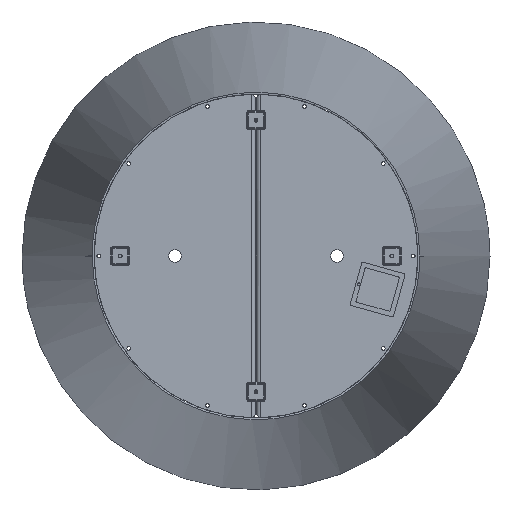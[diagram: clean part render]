
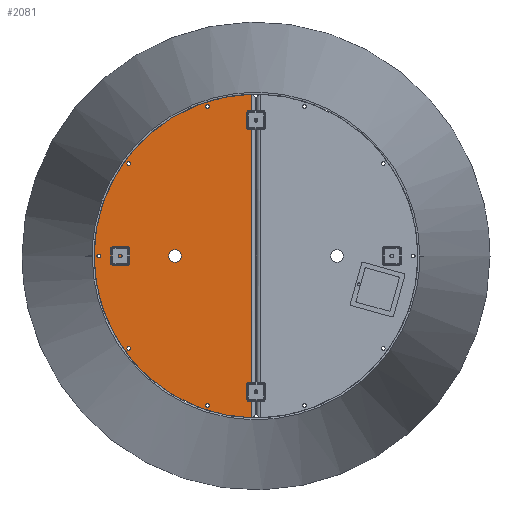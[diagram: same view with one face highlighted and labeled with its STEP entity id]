
A CAD part, front view. The second image highlights one B-rep face of the part: STEP entity #2081.
In plain terms, the highlighted planar face has unit normal (0, -1, 0).
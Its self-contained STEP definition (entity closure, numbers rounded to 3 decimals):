
#12 = EDGE_CURVE ( 'NONE', #5579, #68, #6004, .T. ) ;
#30 = DIRECTION ( 'NONE',  ( 0.951, 0., 0.309 ) ) ;
#68 = VERTEX_POINT ( 'NONE', #4901 ) ;
#90 = DIRECTION ( 'NONE',  ( 0., 1., 0. ) ) ;
#140 = ORIENTED_EDGE ( 'NONE', *, *, #2362, .T. ) ;
#146 = AXIS2_PLACEMENT_3D ( 'NONE', #2186, #375, #5965 ) ;
#159 = LINE ( 'NONE', #191, #5766 ) ;
#191 = CARTESIAN_POINT ( 'NONE',  ( -9., -4., -346. ) ) ;
#231 = CIRCLE ( 'NONE', #1700, 4. ) ;
#324 = EDGE_CURVE ( 'NONE', #2728, #581, #3623, .T. ) ;
#326 = AXIS2_PLACEMENT_3D ( 'NONE', #1629, #3508, #2466 ) ;
#330 = EDGE_CURVE ( 'NONE', #2446, #3487, #3439, .T. ) ;
#342 = ORIENTED_EDGE ( 'NONE', *, *, #3111, .T. ) ;
#366 = AXIS2_PLACEMENT_3D ( 'NONE', #5583, #3295, #4586 ) ;
#375 = DIRECTION ( 'NONE',  ( 0., 1., 0. ) ) ;
#381 = AXIS2_PLACEMENT_3D ( 'NONE', #3392, #2925, #2959 ) ;
#393 = PLANE ( 'NONE',  #1210 ) ;
#421 = FACE_BOUND ( 'NONE', #5762, .T. ) ;
#451 = FACE_BOUND ( 'NONE', #768, .T. ) ;
#453 = CIRCLE ( 'NONE', #3715, 4. ) ;
#509 = EDGE_CURVE ( 'NONE', #68, #5579, #4513, .T. ) ;
#533 = CARTESIAN_POINT ( 'NONE',  ( -275.83, -4., -197.496 ) ) ;
#581 = VERTEX_POINT ( 'NONE', #2796 ) ;
#600 = DIRECTION ( 'NONE',  ( 0.951, 0., 0.309 ) ) ;
#629 = VERTEX_POINT ( 'NONE', #1743 ) ;
#659 = DIRECTION ( 'NONE',  ( -0.951, 0., 0.309 ) ) ;
#692 = CARTESIAN_POINT ( 'NONE',  ( -103.83, -4., -319.555 ) ) ;
#736 = CARTESIAN_POINT ( 'NONE',  ( -271.83, -4., 193.496 ) ) ;
#755 = CARTESIAN_POINT ( 'NONE',  ( -9., -4., 345.883 ) ) ;
#768 = EDGE_LOOP ( 'NONE', ( #1487, #811 ) ) ;
#811 = ORIENTED_EDGE ( 'NONE', *, *, #3192, .T. ) ;
#908 = DIRECTION ( 'NONE',  ( 0., 0., 1. ) ) ;
#956 = CIRCLE ( 'NONE', #366, 4. ) ;
#1052 = DIRECTION ( 'NONE',  ( 0., 1., 0. ) ) ;
#1205 = CARTESIAN_POINT ( 'NONE',  ( -107.83, -4., -319.555 ) ) ;
#1210 = AXIS2_PLACEMENT_3D ( 'NONE', #2263, #3752, #908 ) ;
#1320 = CARTESIAN_POINT ( 'NONE',  ( -99.83, -4., 319.555 ) ) ;
#1390 = VERTEX_POINT ( 'NONE', #736 ) ;
#1487 = ORIENTED_EDGE ( 'NONE', *, *, #5769, .T. ) ;
#1524 = CIRCLE ( 'NONE', #146, 4. ) ;
#1629 = CARTESIAN_POINT ( 'NONE',  ( -271.83, -4., -197.496 ) ) ;
#1678 = EDGE_CURVE ( 'NONE', #629, #4811, #3780, .T. ) ;
#1681 = CARTESIAN_POINT ( 'NONE',  ( -336., -4., -4. ) ) ;
#1700 = AXIS2_PLACEMENT_3D ( 'NONE', #1962, #90, #4717 ) ;
#1718 = CARTESIAN_POINT ( 'NONE',  ( -173., -4., 0. ) ) ;
#1743 = CARTESIAN_POINT ( 'NONE',  ( -336., -4., 4. ) ) ;
#1801 = EDGE_LOOP ( 'NONE', ( #5151, #4295 ) ) ;
#1818 = CARTESIAN_POINT ( 'NONE',  ( -103.83, -4., -319.555 ) ) ;
#1839 = FACE_BOUND ( 'NONE', #5341, .T. ) ;
#1874 = FACE_BOUND ( 'NONE', #3267, .T. ) ;
#1962 = CARTESIAN_POINT ( 'NONE',  ( -271.83, -4., 197.496 ) ) ;
#2081 = ADVANCED_FACE ( 'NONE', ( #4643, #1874, #1839, #451, #2826, #421, #2325 ), #393, .F. ) ;
#2154 = DIRECTION ( 'NONE',  ( 0., 1., 0. ) ) ;
#2186 = CARTESIAN_POINT ( 'NONE',  ( -336., -4., 0. ) ) ;
#2192 = VERTEX_POINT ( 'NONE', #533 ) ;
#2263 = CARTESIAN_POINT ( 'NONE',  ( 0., -4., 0. ) ) ;
#2325 = FACE_OUTER_BOUND ( 'NONE', #3251, .T. ) ;
#2362 = EDGE_CURVE ( 'NONE', #581, #2728, #3980, .T. ) ;
#2395 = DIRECTION ( 'NONE',  ( 0., 1., 0. ) ) ;
#2415 = EDGE_CURVE ( 'NONE', #2446, #3487, #159, .T. ) ;
#2446 = VERTEX_POINT ( 'NONE', #4278 ) ;
#2449 = DIRECTION ( 'NONE',  ( 0.588, 0., 0.809 ) ) ;
#2466 = DIRECTION ( 'NONE',  ( -0.588, 0., 0.809 ) ) ;
#2490 = ORIENTED_EDGE ( 'NONE', *, *, #4918, .T. ) ;
#2515 = DIRECTION ( 'NONE',  ( 0., 1., 0. ) ) ;
#2561 = DIRECTION ( 'NONE',  ( 0., 0., 1. ) ) ;
#2627 = EDGE_CURVE ( 'NONE', #5882, #3113, #5165, .T. ) ;
#2685 = EDGE_CURVE ( 'NONE', #4811, #629, #1524, .T. ) ;
#2714 = CARTESIAN_POINT ( 'NONE',  ( -267.83, -4., -197.496 ) ) ;
#2728 = VERTEX_POINT ( 'NONE', #1320 ) ;
#2796 = CARTESIAN_POINT ( 'NONE',  ( -107.83, -4., 319.555 ) ) ;
#2826 = FACE_BOUND ( 'NONE', #1801, .T. ) ;
#2856 = CARTESIAN_POINT ( 'NONE',  ( -173., -4., 13.5 ) ) ;
#2869 = VERTEX_POINT ( 'NONE', #2714 ) ;
#2883 = CARTESIAN_POINT ( 'NONE',  ( -271.83, -4., 197.496 ) ) ;
#2925 = DIRECTION ( 'NONE',  ( 0., 1., 0. ) ) ;
#2959 = DIRECTION ( 'NONE',  ( 0., 0., 1. ) ) ;
#2965 = CARTESIAN_POINT ( 'NONE',  ( -99.83, -4., -319.555 ) ) ;
#2982 = DIRECTION ( 'NONE',  ( 0., 0., 1. ) ) ;
#3022 = AXIS2_PLACEMENT_3D ( 'NONE', #1818, #3695, #5586 ) ;
#3041 = DIRECTION ( 'NONE',  ( 0., 0., 1. ) ) ;
#3111 = EDGE_CURVE ( 'NONE', #2869, #2192, #4157, .T. ) ;
#3113 = VERTEX_POINT ( 'NONE', #2965 ) ;
#3192 = EDGE_CURVE ( 'NONE', #1390, #3365, #231, .T. ) ;
#3251 = EDGE_LOOP ( 'NONE', ( #4965, #3920 ) ) ;
#3267 = EDGE_LOOP ( 'NONE', ( #5462, #2490 ) ) ;
#3295 = DIRECTION ( 'NONE',  ( 0., 1., 0. ) ) ;
#3365 = VERTEX_POINT ( 'NONE', #5006 ) ;
#3392 = CARTESIAN_POINT ( 'NONE',  ( 0., -4., 0. ) ) ;
#3439 = CIRCLE ( 'NONE', #381, 346. ) ;
#3443 = ORIENTED_EDGE ( 'NONE', *, *, #324, .T. ) ;
#3460 = EDGE_LOOP ( 'NONE', ( #5727, #342 ) ) ;
#3487 = VERTEX_POINT ( 'NONE', #755 ) ;
#3508 = DIRECTION ( 'NONE',  ( 0., 1., 0. ) ) ;
#3623 = CIRCLE ( 'NONE', #4812, 4. ) ;
#3627 = AXIS2_PLACEMENT_3D ( 'NONE', #1718, #2154, #2561 ) ;
#3695 = DIRECTION ( 'NONE',  ( 0., 1., 0. ) ) ;
#3715 = AXIS2_PLACEMENT_3D ( 'NONE', #2883, #4794, #2449 ) ;
#3752 = DIRECTION ( 'NONE',  ( 0., 1., 0. ) ) ;
#3780 = CIRCLE ( 'NONE', #4947, 4. ) ;
#3876 = CARTESIAN_POINT ( 'NONE',  ( -103.83, -4., 319.555 ) ) ;
#3883 = DIRECTION ( 'NONE',  ( 0., 0., 1. ) ) ;
#3885 = ORIENTED_EDGE ( 'NONE', *, *, #509, .T. ) ;
#3920 = ORIENTED_EDGE ( 'NONE', *, *, #330, .F. ) ;
#3980 = CIRCLE ( 'NONE', #5362, 4. ) ;
#4041 = DIRECTION ( 'NONE',  ( 0., 1., 0. ) ) ;
#4157 = CIRCLE ( 'NONE', #326, 4. ) ;
#4254 = ORIENTED_EDGE ( 'NONE', *, *, #12, .T. ) ;
#4278 = CARTESIAN_POINT ( 'NONE',  ( -9., -4., -345.883 ) ) ;
#4295 = ORIENTED_EDGE ( 'NONE', *, *, #2685, .T. ) ;
#4488 = CARTESIAN_POINT ( 'NONE',  ( -173., -4., 0. ) ) ;
#4513 = CIRCLE ( 'NONE', #6001, 13.5 ) ;
#4546 = EDGE_CURVE ( 'NONE', #2192, #2869, #956, .T. ) ;
#4586 = DIRECTION ( 'NONE',  ( -0.588, 0., 0.809 ) ) ;
#4643 = FACE_BOUND ( 'NONE', #3460, .T. ) ;
#4717 = DIRECTION ( 'NONE',  ( 0.588, 0., 0.809 ) ) ;
#4794 = DIRECTION ( 'NONE',  ( 0., 1., 0. ) ) ;
#4811 = VERTEX_POINT ( 'NONE', #1681 ) ;
#4812 = AXIS2_PLACEMENT_3D ( 'NONE', #3876, #2395, #30 ) ;
#4891 = DIRECTION ( 'NONE',  ( 0., 1., 0. ) ) ;
#4901 = CARTESIAN_POINT ( 'NONE',  ( -173., -4., -13.5 ) ) ;
#4918 = EDGE_CURVE ( 'NONE', #3113, #5882, #5698, .T. ) ;
#4947 = AXIS2_PLACEMENT_3D ( 'NONE', #5774, #4891, #2982 ) ;
#4965 = ORIENTED_EDGE ( 'NONE', *, *, #2415, .T. ) ;
#5006 = CARTESIAN_POINT ( 'NONE',  ( -271.83, -4., 201.496 ) ) ;
#5061 = AXIS2_PLACEMENT_3D ( 'NONE', #692, #4041, #659 ) ;
#5151 = ORIENTED_EDGE ( 'NONE', *, *, #1678, .T. ) ;
#5165 = CIRCLE ( 'NONE', #5061, 4. ) ;
#5341 = EDGE_LOOP ( 'NONE', ( #140, #3443 ) ) ;
#5362 = AXIS2_PLACEMENT_3D ( 'NONE', #5370, #1052, #600 ) ;
#5370 = CARTESIAN_POINT ( 'NONE',  ( -103.83, -4., 319.555 ) ) ;
#5462 = ORIENTED_EDGE ( 'NONE', *, *, #2627, .T. ) ;
#5579 = VERTEX_POINT ( 'NONE', #2856 ) ;
#5583 = CARTESIAN_POINT ( 'NONE',  ( -271.83, -4., -197.496 ) ) ;
#5586 = DIRECTION ( 'NONE',  ( -0.951, 0., 0.309 ) ) ;
#5698 = CIRCLE ( 'NONE', #3022, 4. ) ;
#5727 = ORIENTED_EDGE ( 'NONE', *, *, #4546, .T. ) ;
#5762 = EDGE_LOOP ( 'NONE', ( #4254, #3885 ) ) ;
#5766 = VECTOR ( 'NONE', #3883, 1000. ) ;
#5769 = EDGE_CURVE ( 'NONE', #3365, #1390, #453, .T. ) ;
#5774 = CARTESIAN_POINT ( 'NONE',  ( -336., -4., 0. ) ) ;
#5882 = VERTEX_POINT ( 'NONE', #1205 ) ;
#5965 = DIRECTION ( 'NONE',  ( 0., 0., 1. ) ) ;
#6001 = AXIS2_PLACEMENT_3D ( 'NONE', #4488, #2515, #3041 ) ;
#6004 = CIRCLE ( 'NONE', #3627, 13.5 ) ;
